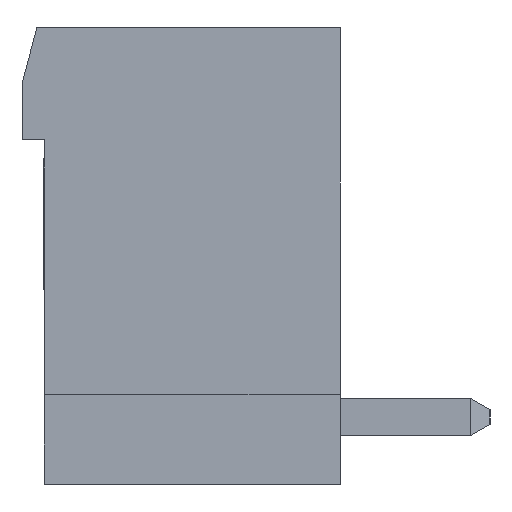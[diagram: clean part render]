
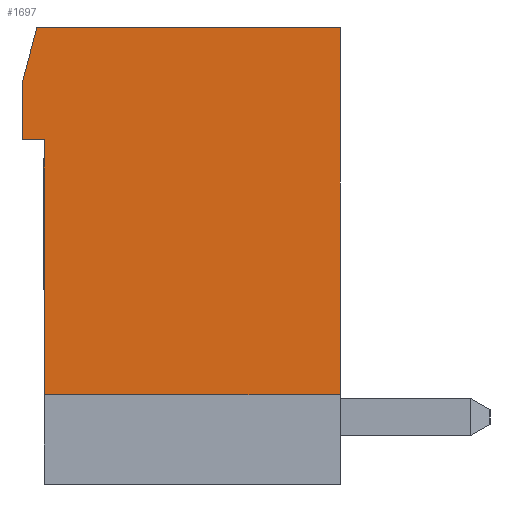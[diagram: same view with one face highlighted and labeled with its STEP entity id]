
A CAD part, left-side view. The second image highlights one B-rep face of the part: STEP entity #1697.
In plain terms, the highlighted planar face has unit normal (-1, 0, 0).
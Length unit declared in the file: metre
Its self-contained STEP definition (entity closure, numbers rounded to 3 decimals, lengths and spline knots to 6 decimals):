
#1697=ADVANCED_FACE('',(#3652),#3653,.F.);
#3652=FACE_OUTER_BOUND('',#5825,.T.);
#3653=PLANE('',#5826);
#5825=EDGE_LOOP('',(#10885,#10886,#10887,#10888,#10889,#10890,#10891));
#5826=AXIS2_PLACEMENT_3D('',#10892,#10893,#10894);
#10885=ORIENTED_EDGE('',*,*,#13268,.T.);
#10886=ORIENTED_EDGE('',*,*,#14886,.T.);
#10887=ORIENTED_EDGE('',*,*,#14887,.T.);
#10888=ORIENTED_EDGE('',*,*,#13049,.T.);
#10889=ORIENTED_EDGE('',*,*,#14321,.T.);
#10890=ORIENTED_EDGE('',*,*,#13618,.T.);
#10891=ORIENTED_EDGE('',*,*,#14000,.T.);
#10892=CARTESIAN_POINT('',(0.,0.0086,-0.003));
#10893=DIRECTION('',(1.0,0.,0.0));
#10894=DIRECTION('',(0.0,0.0,-1.0));
#13049=EDGE_CURVE('',#15627,#15706,#15708,.T.);
#13268=EDGE_CURVE('',#15985,#16103,#16105,.T.);
#13618=EDGE_CURVE('',#16681,#16686,#16688,.T.);
#14000=EDGE_CURVE('',#16686,#15985,#17269,.T.);
#14321=EDGE_CURVE('',#15706,#16681,#17722,.T.);
#14886=EDGE_CURVE('',#16103,#18443,#18444,.T.);
#14887=EDGE_CURVE('',#18443,#15627,#18445,.T.);
#15627=VERTEX_POINT('',#19377);
#15706=VERTEX_POINT('',#19481);
#15708=LINE('',#19484,#19485);
#15985=VERTEX_POINT('',#19898);
#16103=VERTEX_POINT('',#20077);
#16105=LINE('',#20080,#20081);
#16681=VERTEX_POINT('',#20902);
#16686=VERTEX_POINT('',#20909);
#16688=LINE('',#20912,#20913);
#17269=LINE('',#21806,#21807);
#17722=LINE('',#22491,#22492);
#18443=VERTEX_POINT('',#23593);
#18444=LINE('',#23594,#23595);
#18445=LINE('',#23596,#23597);
#19377=CARTESIAN_POINT('',(0.,0.,0.0));
#19481=CARTESIAN_POINT('',(0.,0.0081,0.0));
#19484=CARTESIAN_POINT('',(0.,0.0082,0.0));
#19485=VECTOR('',#24413,1.0);
#19898=CARTESIAN_POINT('',(0.,0.0079,-0.003));
#20077=CARTESIAN_POINT('',(0.,0.0079,-0.0098));
#20080=CARTESIAN_POINT('',(0.,0.0079,-0.0098));
#20081=VECTOR('',#24620,1.0);
#20902=CARTESIAN_POINT('',(0.,0.0085,-0.001493));
#20909=CARTESIAN_POINT('',(0.,0.0085,-0.003));
#20912=CARTESIAN_POINT('',(0.,0.0085,-0.003));
#20913=VECTOR('',#24980,1.0);
#21806=CARTESIAN_POINT('',(0.,0.0081,-0.003));
#21807=VECTOR('',#25298,1.0);
#22491=CARTESIAN_POINT('',(0.,0.0085,-0.001493));
#22492=VECTOR('',#25542,1.0);
#23593=CARTESIAN_POINT('',(0.,0.,-0.0098));
#23594=CARTESIAN_POINT('',(0.,0.,-0.0098));
#23595=VECTOR('',#25953,1.0);
#23596=CARTESIAN_POINT('',(0.,0.,0.0));
#23597=VECTOR('',#25954,1.0);
#24413=DIRECTION('',(0.,1.0,0.));
#24620=DIRECTION('',(0.,0.,-1.0));
#24980=DIRECTION('',(0.,0.,-1.0));
#25298=DIRECTION('',(0.,-1.0,0.));
#25542=DIRECTION('',(0.,0.259,-0.966));
#25953=DIRECTION('',(0.,-1.0,0.));
#25954=DIRECTION('',(0.,0.,1.0));
